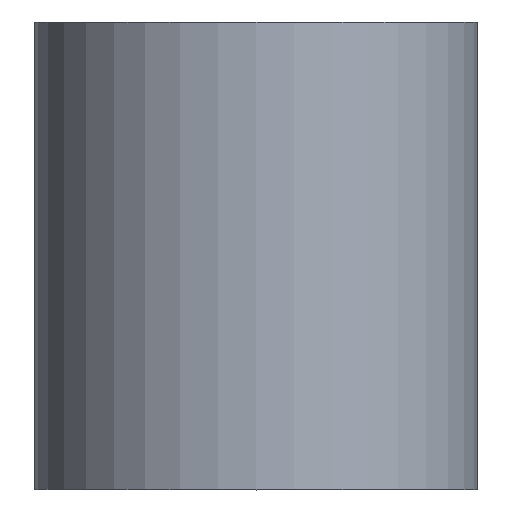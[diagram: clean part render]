
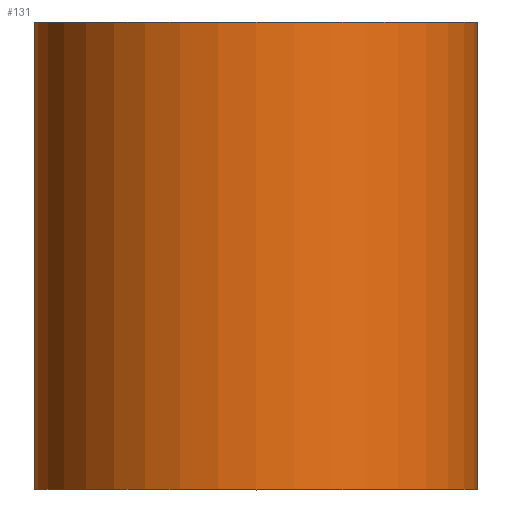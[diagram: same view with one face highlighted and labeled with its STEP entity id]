
A CAD part, top view. The second image highlights one B-rep face of the part: STEP entity #131.
In plain terms, the highlighted cylindrical face has radius 4.5 mm (diameter 9 mm), a full revolution.
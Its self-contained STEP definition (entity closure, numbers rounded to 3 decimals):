
#30=FACE_OUTER_BOUND('',#39,.T.);
#39=EDGE_LOOP('',(#112,#113,#114,#115));
#48=LINE('',#247,#54);
#54=VECTOR('',#209,4.5);
#59=CIRCLE('',#160,4.5);
#64=CIRCLE('',#169,4.5);
#69=VERTEX_POINT('',#228);
#74=VERTEX_POINT('',#246);
#80=EDGE_CURVE('',#69,#69,#59,.T.);
#89=EDGE_CURVE('',#69,#74,#48,.T.);
#90=EDGE_CURVE('',#74,#74,#64,.T.);
#112=ORIENTED_EDGE('',*,*,#80,.F.);
#113=ORIENTED_EDGE('',*,*,#89,.T.);
#114=ORIENTED_EDGE('',*,*,#90,.T.);
#115=ORIENTED_EDGE('',*,*,#89,.F.);
#125=CYLINDRICAL_SURFACE('',#168,4.5);
#131=ADVANCED_FACE('',(#30),#125,.T.);
#160=AXIS2_PLACEMENT_3D('',#229,#187,#188);
#168=AXIS2_PLACEMENT_3D('',#245,#207,#208);
#169=AXIS2_PLACEMENT_3D('',#248,#210,#211);
#187=DIRECTION('center_axis',(0.,1.,0.));
#188=DIRECTION('ref_axis',(1.,0.,0.));
#207=DIRECTION('center_axis',(0.,1.,0.));
#208=DIRECTION('ref_axis',(-1.,0.,0.));
#209=DIRECTION('',(0.,-1.,0.));
#210=DIRECTION('center_axis',(0.,1.,0.));
#211=DIRECTION('ref_axis',(-1.,0.,0.));
#228=CARTESIAN_POINT('',(4.5,9.5,0.));
#229=CARTESIAN_POINT('Origin',(0.,9.5,0.));
#245=CARTESIAN_POINT('Origin',(0.,0.,0.));
#246=CARTESIAN_POINT('',(4.5,0.,0.));
#247=CARTESIAN_POINT('',(4.5,0.,0.));
#248=CARTESIAN_POINT('Origin',(0.,0.,0.));
